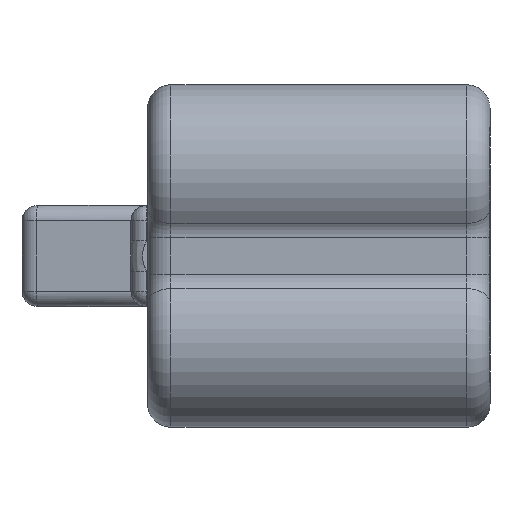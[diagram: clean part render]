
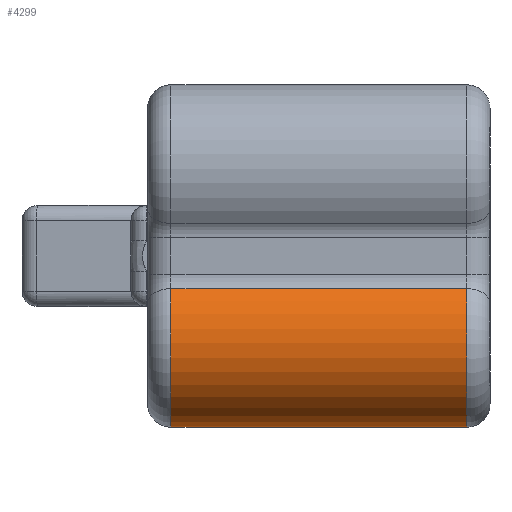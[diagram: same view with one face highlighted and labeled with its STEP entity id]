
A CAD part, left-side view. The second image highlights one B-rep face of the part: STEP entity #4299.
In plain terms, the highlighted cylindrical face has radius 11 mm (diameter 22 mm), a partial arc.
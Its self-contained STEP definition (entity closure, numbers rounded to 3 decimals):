
#158 = ORIENTED_EDGE ( 'NONE', *, *, #8528, .T. ) ;
#219 = ORIENTED_EDGE ( 'NONE', *, *, #8403, .T. ) ;
#276 = ORIENTED_EDGE ( 'NONE', *, *, #8529, .T. ) ;
#455 = AXIS2_PLACEMENT_3D ( 'NONE', #5777, #467, #6635 ) ;
#467 = DIRECTION ( 'NONE',  ( 0., 1., 0. ) ) ;
#683 = AXIS2_PLACEMENT_3D ( 'NONE', #11593, #6193, #923 ) ;
#713 = CIRCLE ( 'NONE', #683, 11. ) ;
#923 = DIRECTION ( 'NONE',  ( 0., 0., 1. ) ) ;
#1882 = VERTEX_POINT ( 'NONE', #4689 ) ;
#2160 = ORIENTED_EDGE ( 'NONE', *, *, #8400, .T. ) ;
#2716 = VERTEX_POINT ( 'NONE', #11231 ) ;
#2982 = CARTESIAN_POINT ( 'NONE',  ( -111.86, 28.221, 0.472 ) ) ;
#3111 = DIRECTION ( 'NONE',  ( 0., 1., 0. ) ) ;
#4166 = CYLINDRICAL_SURFACE ( 'NONE', #4271, 11. ) ;
#4271 = AXIS2_PLACEMENT_3D ( 'NONE', #9725, #9396, #9764 ) ;
#4299 = ADVANCED_FACE ( 'NONE', ( #5257 ), #4166, .T. ) ;
#4689 = CARTESIAN_POINT ( 'NONE',  ( -103.217, 28.221, -17.333 ) ) ;
#4831 = VERTEX_POINT ( 'NONE', #2982 ) ;
#5257 = FACE_OUTER_BOUND ( 'NONE', #9746, .T. ) ;
#5343 = CARTESIAN_POINT ( 'NONE',  ( -103.217, 31.221, -17.333 ) ) ;
#5439 = LINE ( 'NONE', #5343, #7460 ) ;
#5777 = CARTESIAN_POINT ( 'NONE',  ( -103.217, -9.779, -6.333 ) ) ;
#6193 = DIRECTION ( 'NONE',  ( 0., -1., 0. ) ) ;
#6635 = DIRECTION ( 'NONE',  ( 0., 0., 1. ) ) ;
#7274 = CARTESIAN_POINT ( 'NONE',  ( -111.86, -9.779, 0.472 ) ) ;
#7381 = VERTEX_POINT ( 'NONE', #7274 ) ;
#7460 = VECTOR ( 'NONE', #9705, 1000. ) ;
#8400 = EDGE_CURVE ( 'NONE', #4831, #1882, #713, .T. ) ;
#8403 = EDGE_CURVE ( 'NONE', #1882, #2716, #5439, .T. ) ;
#8528 = EDGE_CURVE ( 'NONE', #2716, #7381, #9511, .T. ) ;
#8529 = EDGE_CURVE ( 'NONE', #7381, #4831, #9221, .T. ) ;
#9197 = CARTESIAN_POINT ( 'NONE',  ( -111.86, 31.221, 0.472 ) ) ;
#9221 = LINE ( 'NONE', #9197, #11335 ) ;
#9396 = DIRECTION ( 'NONE',  ( 0., -1., 0. ) ) ;
#9511 = CIRCLE ( 'NONE', #455, 11. ) ;
#9705 = DIRECTION ( 'NONE',  ( 0., -1., 0. ) ) ;
#9725 = CARTESIAN_POINT ( 'NONE',  ( -103.217, 31.221, -6.333 ) ) ;
#9746 = EDGE_LOOP ( 'NONE', ( #2160, #219, #158, #276 ) ) ;
#9764 = DIRECTION ( 'NONE',  ( 0., 0., -1. ) ) ;
#11231 = CARTESIAN_POINT ( 'NONE',  ( -103.217, -9.779, -17.333 ) ) ;
#11335 = VECTOR ( 'NONE', #3111, 1000. ) ;
#11593 = CARTESIAN_POINT ( 'NONE',  ( -103.217, 28.221, -6.333 ) ) ;
